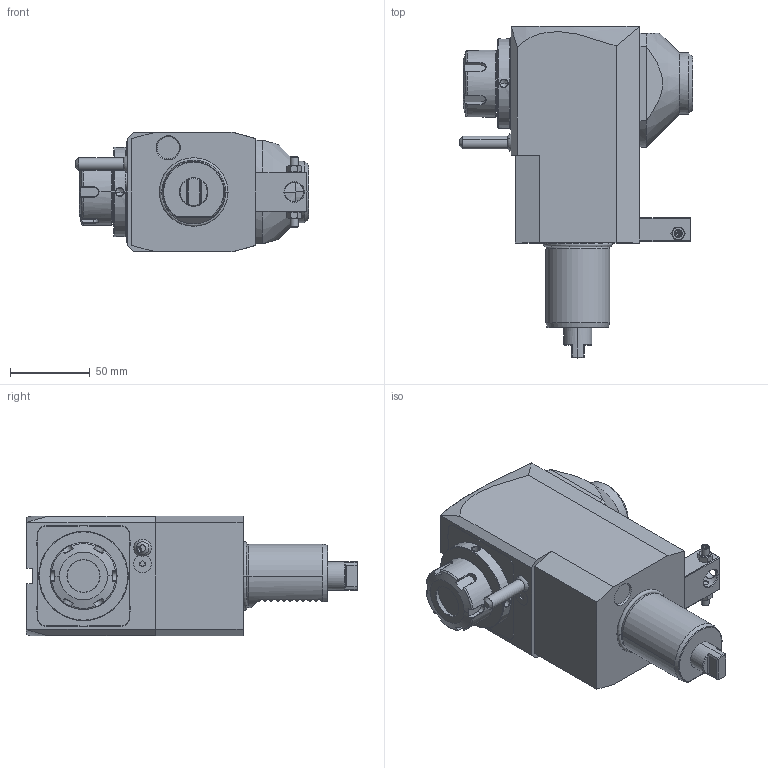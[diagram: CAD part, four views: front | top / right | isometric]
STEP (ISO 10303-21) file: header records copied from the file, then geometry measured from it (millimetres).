
FILE_DESCRIPTION((''),'2;1');
FILE_NAME('NGT1_40_221_25_3_2_100','2022-02-14T',('vali'),('NOVA GRUP'),'PRO/ENGINEER BY PARAMETRIC TECHNOLOGY CORPORATION, 2010280','PRO/ENGINEER BY PARAMETRIC TECHNOLOGY CORPORATION, 2010280','');
FILE_SCHEMA(('CONFIG_CONTROL_DESIGN'));
Length unit declared in the file: millimetre
Products named in the file (1): NGT1_40_221_25_3_2_100
Bounding box: 146.14 x 208 x 75 mm (x, y, z)
Volume: 1001260.9 mm3; surface area: 77439.3 mm2
Topology: 1 solids, 2 shells, 430 faces, 1082 edges, 659 vertices
Faces by surface type: plane 190, cylinder 91, cone 78, bspline 54, torus 13, extrusion 2, sphere 2
Entity records: 18456 total; most frequent: CARTESIAN_POINT 8866, ORIENTED_EDGE 2124, DIRECTION 1721, EDGE_CURVE 1062, VERTEX_POINT 659, AXIS2_PLACEMENT_3D 587, VECTOR 547, LINE 545
